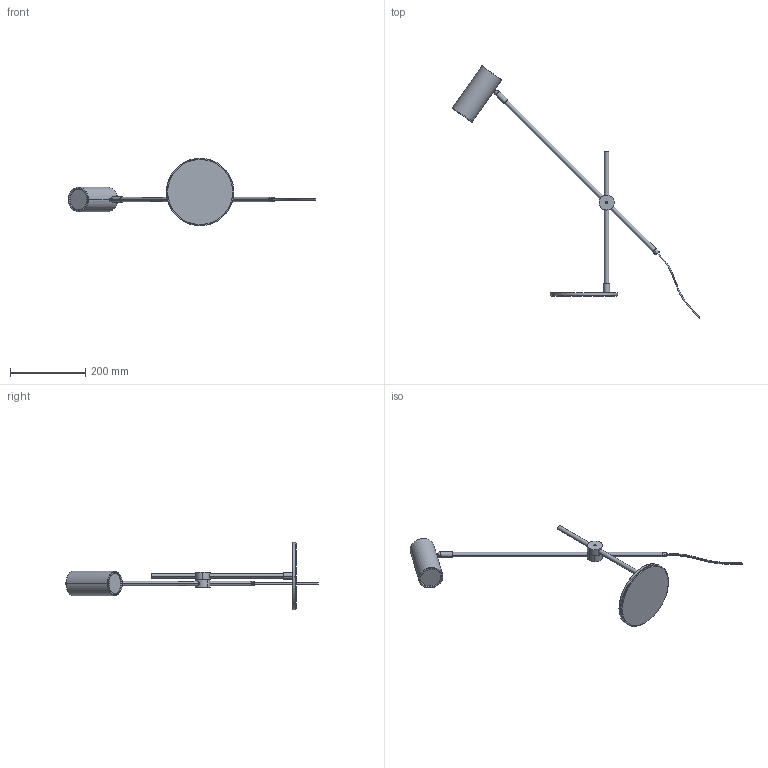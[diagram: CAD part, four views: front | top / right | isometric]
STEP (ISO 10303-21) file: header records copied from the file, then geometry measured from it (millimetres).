
FILE_DESCRIPTION((''),'2;1');
FILE_NAME('ZD-001_ASM','2023-03-30T23:51:14',('Administrator'),(''),'CREO PARAMETRIC BY PTC INC, 2020053','CREO PARAMETRIC BY PTC INC, 2020053','');
FILE_SCHEMA(('CONFIG_CONTROL_DESIGN'));
Length unit declared in the file: millimetre
Products named in the file (16): ZD-001-01; ZD-001-02; ZD-001-03; ZD-001-04; ZD-001-05; ZD-001-06; ZD-001-07-1; ZD-001-07-2; ZD-001-07_ASM; ZD-001-08; ZD-001-10; PM3X6; ZD-001-09; ZD-001-11; ZD-001-12; ZD-001_ASM
Assembly tree (17 placements, depth 3):
  ZD-001_ASM
    ZD-001-01
    ZD-001-02
    ZD-001-03
    ZD-001-04
    ZD-001-05  x2
    ZD-001-06
    ZD-001-07_ASM
      ZD-001-07-1
      ZD-001-07-2
    ZD-001-08
    ZD-001-10
    PM3X6  x2
    ZD-001-09
    ZD-001-11
    ZD-001-12
Bounding box: 660.31 x 671.83 x 180 mm (x, y, z)
Volume: 477265.7 mm3; surface area: 228195.4 mm2
Topology: 16 solids, 16 shells, 260 faces, 624 edges, 402 vertices
Faces by surface type: cylinder 115, plane 97, torus 22, bspline 14, cone 6, sphere 4, extrusion 2
Entity records: 8767 total; most frequent: CARTESIAN_POINT 4279, DIRECTION 914, ORIENTED_EDGE 848, EDGE_CURVE 424, AXIS2_PLACEMENT_3D 373, VERTEX_POINT 273, EDGE_LOOP 199, FACE_OUTER_BOUND 183
